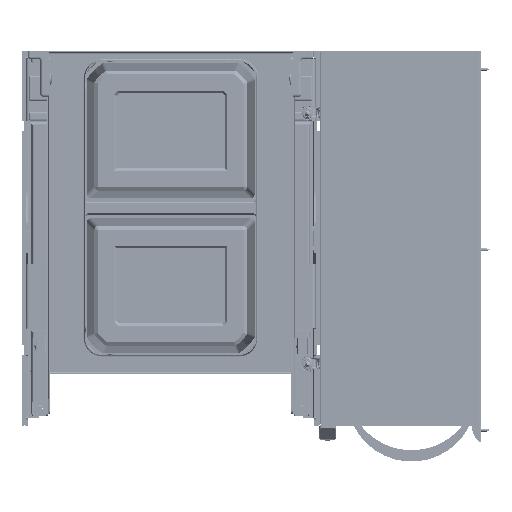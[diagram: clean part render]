
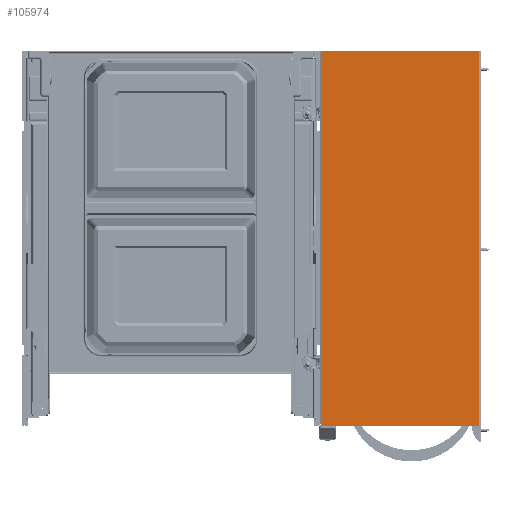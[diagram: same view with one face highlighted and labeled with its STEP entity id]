
A CAD part, front view. The second image highlights one B-rep face of the part: STEP entity #105974.
In plain terms, the highlighted planar face has unit normal (0, -1, 0).
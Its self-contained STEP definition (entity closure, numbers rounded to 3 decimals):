
#105974=ADVANCED_FACE('288',(#138459),#138460,.F.);
#138459=FACE_OUTER_BOUND('',#153535,.T.);
#138460=PLANE('',#153536);
#153535=EDGE_LOOP('',(#192332,#192333,#192334,#192335,#192336,#192337));
#153536=AXIS2_PLACEMENT_3D('',#192338,#192339,#192340);
#192332=ORIENTED_EDGE('',*,*,#209733,.T.);
#192333=ORIENTED_EDGE('',*,*,#209734,.F.);
#192334=ORIENTED_EDGE('',*,*,#209735,.T.);
#192335=ORIENTED_EDGE('',*,*,#209736,.F.);
#192336=ORIENTED_EDGE('',*,*,#209737,.F.);
#192337=ORIENTED_EDGE('',*,*,#209738,.F.);
#192338=CARTESIAN_POINT('',(383.8,-307.2,-1.0));
#192339=DIRECTION('',(0.,1.0,0.0));
#192340=DIRECTION('',(0.0,0.0,-1.0));
#209733=EDGE_CURVE('23037',#217510,#217511,#217512,.T.);
#209734=EDGE_CURVE('23027',#217513,#217511,#217514,.T.);
#209735=EDGE_CURVE('23039',#217513,#217515,#217516,.T.);
#209736=EDGE_CURVE('23031',#217517,#217515,#217518,.T.);
#209737=EDGE_CURVE('23038',#217519,#217517,#217520,.T.);
#209738=EDGE_CURVE('20138',#217510,#217519,#217521,.T.);
#217510=VERTEX_POINT('',#228668);
#217511=VERTEX_POINT('',#228669);
#217512=LINE('',#228670,#228671);
#217513=VERTEX_POINT('',#228672);
#217514=CIRCLE('',#228673,2.0);
#217515=VERTEX_POINT('',#228674);
#217516=LINE('',#228675,#228676);
#217517=VERTEX_POINT('',#228677);
#217518=CIRCLE('',#228678,2.0);
#217519=VERTEX_POINT('',#228679);
#217520=LINE('',#228680,#228681);
#217521=LINE('',#228682,#228683);
#228668=CARTESIAN_POINT('',(381.8,-307.2,-1.0));
#228669=CARTESIAN_POINT('',(188.0,-307.2,-1.0));
#228670=CARTESIAN_POINT('',(381.8,-307.2,-1.0));
#228671=VECTOR('',#252613,193.8);
#228672=CARTESIAN_POINT('',(186.0,-307.2,-3.0));
#228673=AXIS2_PLACEMENT_3D('',#252614,#252615,#252616);
#228674=CARTESIAN_POINT('',(186.0,-307.2,-463.0));
#228675=CARTESIAN_POINT('',(186.0,-307.2,-3.0));
#228676=VECTOR('',#252617,460.0);
#228677=CARTESIAN_POINT('',(188.0,-307.2,-465.0));
#228678=AXIS2_PLACEMENT_3D('',#252618,#252619,#252620);
#228679=CARTESIAN_POINT('',(381.8,-307.2,-465.0));
#228680=CARTESIAN_POINT('',(381.8,-307.2,-465.0));
#228681=VECTOR('',#252621,193.8);
#228682=CARTESIAN_POINT('',(381.8,-307.2,-1.0));
#228683=VECTOR('',#252622,464.0);
#252613=DIRECTION('',(-1.0,0.,0.0));
#252614=CARTESIAN_POINT('',(188.0,-307.2,-3.0));
#252615=DIRECTION('',(0.,1.0,-0.0));
#252616=DIRECTION('',(-1.0,0.,0.0));
#252617=DIRECTION('',(0.0,0.0,-1.0));
#252618=CARTESIAN_POINT('',(188.0,-307.2,-463.0));
#252619=DIRECTION('',(0.,1.0,0.0));
#252620=DIRECTION('',(0.0,0.0,-1.0));
#252621=DIRECTION('',(-1.0,0.,0.0));
#252622=DIRECTION('',(0.0,0.0,-1.0));
